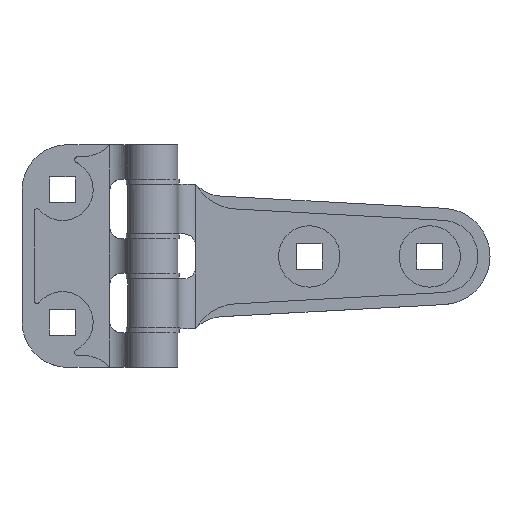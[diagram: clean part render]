
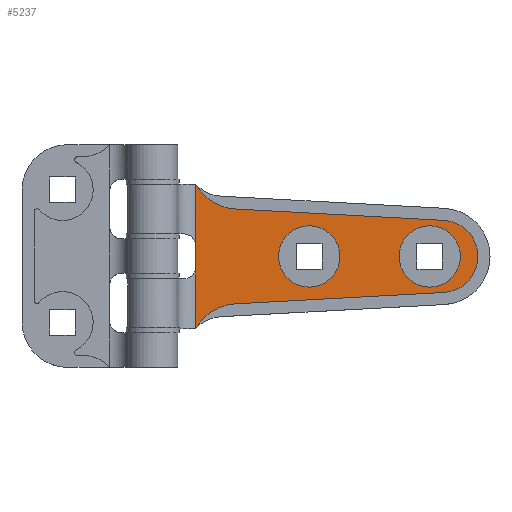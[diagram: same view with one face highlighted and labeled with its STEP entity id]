
A CAD part, top view. The second image highlights one B-rep face of the part: STEP entity #5237.
In plain terms, the highlighted planar face has unit normal (0, 0, 1).
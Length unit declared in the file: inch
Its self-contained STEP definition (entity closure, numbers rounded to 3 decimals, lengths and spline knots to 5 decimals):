
#126=FACE_BOUND('',#1048,.T.);
#127=FACE_BOUND('',#1049,.T.);
#243=CIRCLE('',#5705,0.3185);
#245=CIRCLE('',#5709,0.3185);
#247=CIRCLE('',#5714,0.375);
#249=CIRCLE('',#5718,0.5);
#251=CIRCLE('',#5721,0.5);
#438=PLANE('',#5731);
#726=FACE_OUTER_BOUND('',#1047,.T.);
#1047=EDGE_LOOP('',(#4844,#4845,#4846,#4847,#4848,#4849,#4850,#4851));
#1048=EDGE_LOOP('',(#4852));
#1049=EDGE_LOOP('',(#4853));
#1503=LINE('',#9083,#2030);
#1504=LINE('',#9086,#2031);
#1507=LINE('',#9095,#2034);
#1564=LINE('',#9260,#2091);
#1569=LINE('',#9274,#2096);
#2030=VECTOR('',#6788,0.3937);
#2031=VECTOR('',#6791,0.3937);
#2034=VECTOR('',#6800,0.3937);
#2091=VECTOR('',#6973,0.3937);
#2096=VECTOR('',#6986,0.3937);
#2594=VERTEX_POINT('',#8992);
#2603=VERTEX_POINT('',#9048);
#2611=VERTEX_POINT('',#9085);
#2614=VERTEX_POINT('',#9093);
#2651=VERTEX_POINT('',#9228);
#2657=VERTEX_POINT('',#9243);
#2663=VERTEX_POINT('',#9258);
#2664=VERTEX_POINT('',#9259);
#2667=VERTEX_POINT('',#9267);
#2669=VERTEX_POINT('',#9273);
#3298=EDGE_CURVE('',#2594,#2603,#1503,.T.);
#3299=EDGE_CURVE('',#2603,#2611,#1504,.T.);
#3304=EDGE_CURVE('',#2614,#2594,#1507,.T.);
#3369=EDGE_CURVE('',#2651,#2651,#243,.T.);
#3376=EDGE_CURVE('',#2657,#2657,#245,.T.);
#3383=EDGE_CURVE('',#2663,#2664,#1564,.T.);
#3387=EDGE_CURVE('',#2667,#2663,#247,.T.);
#3390=EDGE_CURVE('',#2669,#2667,#1569,.T.);
#3393=EDGE_CURVE('',#2614,#2669,#249,.T.);
#3395=EDGE_CURVE('',#2664,#2611,#251,.T.);
#4844=ORIENTED_EDGE('',*,*,#3393,.T.);
#4845=ORIENTED_EDGE('',*,*,#3390,.T.);
#4846=ORIENTED_EDGE('',*,*,#3387,.T.);
#4847=ORIENTED_EDGE('',*,*,#3383,.T.);
#4848=ORIENTED_EDGE('',*,*,#3395,.T.);
#4849=ORIENTED_EDGE('',*,*,#3299,.F.);
#4850=ORIENTED_EDGE('',*,*,#3298,.F.);
#4851=ORIENTED_EDGE('',*,*,#3304,.F.);
#4852=ORIENTED_EDGE('',*,*,#3376,.T.);
#4853=ORIENTED_EDGE('',*,*,#3369,.T.);
#5237=ADVANCED_FACE('',(#726,#126,#127),#438,.T.);
#5705=AXIS2_PLACEMENT_3D('',#9229,#6947,#6948);
#5709=AXIS2_PLACEMENT_3D('',#9244,#6960,#6961);
#5714=AXIS2_PLACEMENT_3D('',#9268,#6979,#6980);
#5718=AXIS2_PLACEMENT_3D('',#9279,#6991,#6992);
#5721=AXIS2_PLACEMENT_3D('',#9282,#6997,#6998);
#5731=AXIS2_PLACEMENT_3D('',#9304,#7025,#7026);
#6788=DIRECTION('',(0.,1.,0.));
#6791=DIRECTION('',(0.,1.,0.));
#6800=DIRECTION('',(0.,1.,0.));
#6947=DIRECTION('center_axis',(0.,0.,-1.));
#6948=DIRECTION('ref_axis',(1.,0.,0.));
#6960=DIRECTION('center_axis',(0.,0.,-1.));
#6961=DIRECTION('ref_axis',(1.,0.,0.));
#6973=DIRECTION('',(-0.999,0.054,0.));
#6979=DIRECTION('center_axis',(0.,0.,1.));
#6980=DIRECTION('ref_axis',(-0.054,0.999,0.));
#6986=DIRECTION('',(0.999,0.054,0.));
#6991=DIRECTION('center_axis',(0.,0.,-1.));
#6992=DIRECTION('ref_axis',(-0.054,0.999,0.));
#6997=DIRECTION('center_axis',(0.,0.,-1.));
#6998=DIRECTION('ref_axis',(-0.876,-0.483,0.));
#7025=DIRECTION('center_axis',(0.,0.,1.));
#7026=DIRECTION('ref_axis',(1.,0.,0.));
#8992=CARTESIAN_POINT('',(0.,-0.109,0.0675));
#9048=CARTESIAN_POINT('',(0.,0.109,0.0675));
#9083=CARTESIAN_POINT('',(0.,0.75,0.0675));
#9085=CARTESIAN_POINT('',(0.,0.75,0.0675));
#9086=CARTESIAN_POINT('',(0.,0.75,0.0675));
#9093=CARTESIAN_POINT('',(0.,-0.75,0.0675));
#9095=CARTESIAN_POINT('',(0.,0.75,0.0675));
#9228=CARTESIAN_POINT('',(2.109,0.,0.0675));
#9229=CARTESIAN_POINT('Origin',(2.4275,0.,0.0675));
#9243=CARTESIAN_POINT('',(0.859,0.,0.0675));
#9244=CARTESIAN_POINT('Origin',(1.1775,0.,0.0675));
#9258=CARTESIAN_POINT('',(2.57337,0.37445,0.0675));
#9259=CARTESIAN_POINT('',(0.41071,0.49212,0.0675));
#9260=CARTESIAN_POINT('',(1.96476,0.40756,0.0675));
#9267=CARTESIAN_POINT('',(2.57337,-0.37445,0.0675));
#9268=CARTESIAN_POINT('Origin',(2.553,0.,0.0675));
#9273=CARTESIAN_POINT('',(0.41071,-0.49212,0.0675));
#9274=CARTESIAN_POINT('',(0.88342,-0.4664,0.0675));
#9279=CARTESIAN_POINT('Origin',(0.43787,-0.99138,0.0675));
#9282=CARTESIAN_POINT('Origin',(0.43787,0.99138,0.0675));
#9304=CARTESIAN_POINT('Origin',(1.33216,0.,
0.0675));
